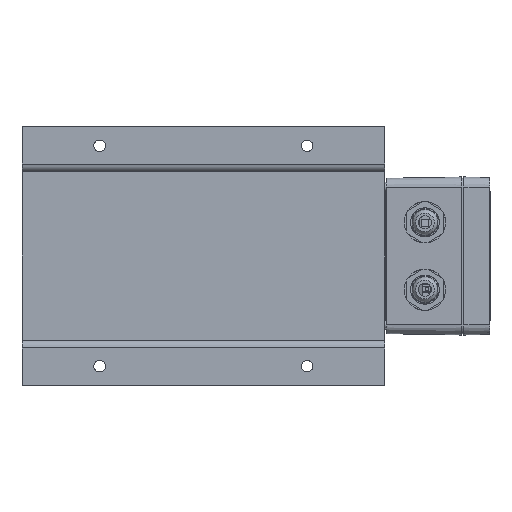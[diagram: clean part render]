
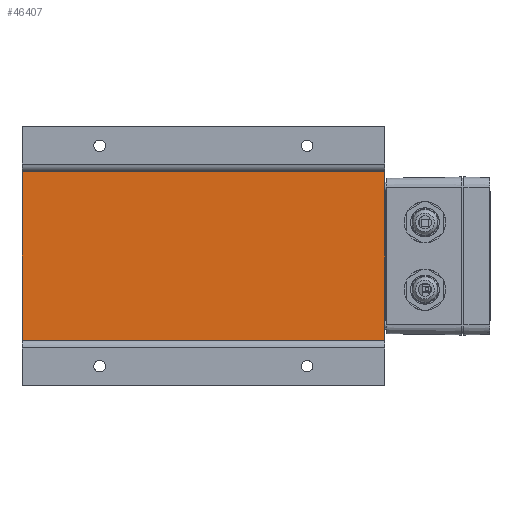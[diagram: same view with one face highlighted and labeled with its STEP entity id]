
A CAD part, front view. The second image highlights one B-rep face of the part: STEP entity #46407.
In plain terms, the highlighted planar face has unit normal (0, -1, 0).
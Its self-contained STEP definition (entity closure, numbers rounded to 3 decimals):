
#4340=PLANE('',#50045);
#6634=FACE_OUTER_BOUND('',#9278,.T.);
#9278=EDGE_LOOP('',(#40009,#40010,#40011,#40012));
#13302=LINE('',#76897,#17488);
#13324=LINE('',#76961,#17510);
#13326=LINE('',#76969,#17512);
#13333=LINE('',#76986,#17519);
#17488=VECTOR('',#60821,10.);
#17510=VECTOR('',#60883,10.);
#17512=VECTOR('',#60895,10.);
#17519=VECTOR('',#60918,10.);
#21938=VERTEX_POINT('',#76894);
#21939=VERTEX_POINT('',#76896);
#21960=VERTEX_POINT('',#76958);
#21961=VERTEX_POINT('',#76960);
#28059=EDGE_CURVE('',#21939,#21938,#13302,.T.);
#28091=EDGE_CURVE('',#21960,#21961,#13324,.T.);
#28094=EDGE_CURVE('',#21960,#21939,#13326,.T.);
#28103=EDGE_CURVE('',#21961,#21938,#13333,.T.);
#40009=ORIENTED_EDGE('',*,*,#28103,.F.);
#40010=ORIENTED_EDGE('',*,*,#28091,.F.);
#40011=ORIENTED_EDGE('',*,*,#28094,.T.);
#40012=ORIENTED_EDGE('',*,*,#28059,.T.);
#46407=ADVANCED_FACE('',(#6634),#4340,.T.);
#50045=AXIS2_PLACEMENT_3D('',#76988,#60921,#60922);
#60821=DIRECTION('',(-1.,0.,0.));
#60883=DIRECTION('',(-1.,0.,0.));
#60895=DIRECTION('',(0.,0.,1.));
#60918=DIRECTION('',(0.,0.,1.));
#60921=DIRECTION('center_axis',(0.,-1.,0.));
#60922=DIRECTION('ref_axis',(0.,0.,
-1.));
#76894=CARTESIAN_POINT('',(-140.,-140.,131.5));
#76896=CARTESIAN_POINT('',(140.,-140.,131.5));
#76897=CARTESIAN_POINT('',(-140.,-140.,131.5));
#76958=CARTESIAN_POINT('',(140.,-140.,1.5));
#76960=CARTESIAN_POINT('',(-140.,-140.,1.5));
#76961=CARTESIAN_POINT('',(140.,-140.,1.5));
#76969=CARTESIAN_POINT('',(140.,-140.,1.5));
#76986=CARTESIAN_POINT('',(-140.,-140.,1.5));
#76988=CARTESIAN_POINT('Origin',(140.,-140.,1.5));
